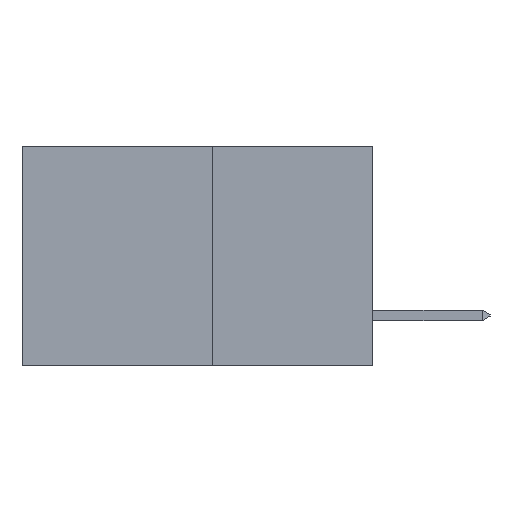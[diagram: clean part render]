
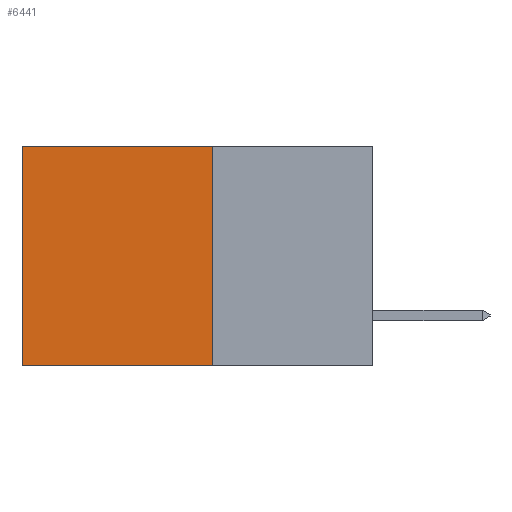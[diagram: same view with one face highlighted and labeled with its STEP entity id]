
A CAD part, left-side view. The second image highlights one B-rep face of the part: STEP entity #6441.
In plain terms, the highlighted planar face has unit normal (-1, 0, 0).
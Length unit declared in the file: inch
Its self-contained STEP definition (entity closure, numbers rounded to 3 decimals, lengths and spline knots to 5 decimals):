
#479 = VECTOR ( 'NONE', #8832, 39.37008 ) ;
#562 = VECTOR ( 'NONE', #5935, 39.37008 ) ;
#889 = AXIS2_PLACEMENT_3D ( 'NONE', #3618, #4475, #10260 ) ;
#1408 = ORIENTED_EDGE ( 'NONE', *, *, #5984, .T. ) ;
#2568 = FACE_OUTER_BOUND ( 'NONE', #10432, .T. ) ;
#2785 = PLANE ( 'NONE',  #889 ) ;
#2859 = LINE ( 'NONE', #7221, #479 ) ;
#3268 = LINE ( 'NONE', #4785, #5263 ) ;
#3618 = CARTESIAN_POINT ( 'NONE',  ( 0.277, 0.27, -0.37 ) ) ;
#3662 = LINE ( 'NONE', #8727, #8160 ) ;
#3711 = VERTEX_POINT ( 'NONE', #10124 ) ;
#3850 = EDGE_CURVE ( 'NONE', #3711, #5949, #3662, .T. ) ;
#4291 = ORIENTED_EDGE ( 'NONE', *, *, #8366, .T. ) ;
#4475 = DIRECTION ( 'NONE',  ( 1., 0., 0. ) ) ;
#4538 = VERTEX_POINT ( 'NONE', #6026 ) ;
#4601 = CARTESIAN_POINT ( 'NONE',  ( 0.277, 0.27, -0.37 ) ) ;
#4781 = VERTEX_POINT ( 'NONE', #9741 ) ;
#4785 = CARTESIAN_POINT ( 'NONE',  ( 0.277, 0.27, -0.37 ) ) ;
#4812 = EDGE_CURVE ( 'NONE', #5949, #4538, #3268, .T. ) ;
#4923 = LINE ( 'NONE', #10839, #562 ) ;
#5263 = VECTOR ( 'NONE', #9765, 39.37008 ) ;
#5935 = DIRECTION ( 'NONE',  ( 0., 1., 0. ) ) ;
#5949 = VERTEX_POINT ( 'NONE', #4601 ) ;
#5984 = EDGE_CURVE ( 'NONE', #4781, #4538, #2859, .T. ) ;
#6026 = CARTESIAN_POINT ( 'NONE',  ( 0.277, 0.59, -0.37 ) ) ;
#6441 = ADVANCED_FACE ( 'NONE', ( #2568 ), #2785, .F. ) ;
#7221 = CARTESIAN_POINT ( 'NONE',  ( 0.277, 0.59, -0.37 ) ) ;
#8160 = VECTOR ( 'NONE', #8673, 39.37008 ) ;
#8366 = EDGE_CURVE ( 'NONE', #3711, #4781, #4923, .T. ) ;
#8673 = DIRECTION ( 'NONE',  ( 0., 0., -1. ) ) ;
#8727 = CARTESIAN_POINT ( 'NONE',  ( 0.277, 0.27, -0.37 ) ) ;
#8832 = DIRECTION ( 'NONE',  ( 0., 0., -1. ) ) ;
#9139 = ORIENTED_EDGE ( 'NONE', *, *, #4812, .F. ) ;
#9245 = ORIENTED_EDGE ( 'NONE', *, *, #3850, .F. ) ;
#9741 = CARTESIAN_POINT ( 'NONE',  ( 0.277, 0.59, 0. ) ) ;
#9765 = DIRECTION ( 'NONE',  ( 0., 1., 0. ) ) ;
#10124 = CARTESIAN_POINT ( 'NONE',  ( 0.277, 0.27, 0. ) ) ;
#10260 = DIRECTION ( 'NONE',  ( 0., 0., -1. ) ) ;
#10432 = EDGE_LOOP ( 'NONE', ( #1408, #9139, #9245, #4291 ) ) ;
#10839 = CARTESIAN_POINT ( 'NONE',  ( 0.277, 0.27, 0. ) ) ;
